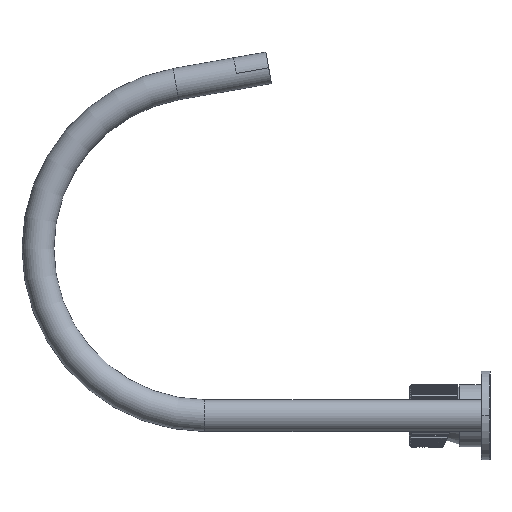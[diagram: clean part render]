
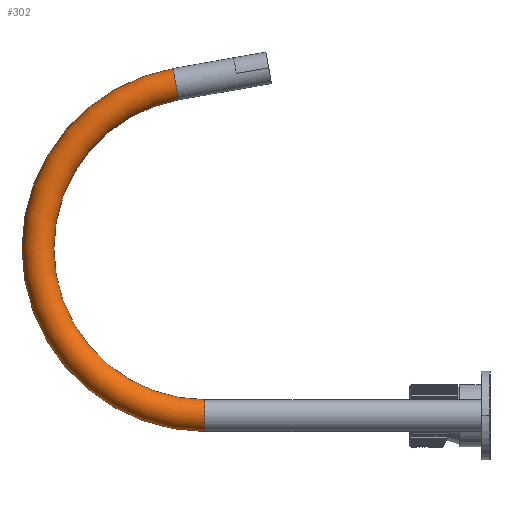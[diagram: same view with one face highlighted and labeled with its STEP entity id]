
A CAD part, left-side view. The second image highlights one B-rep face of the part: STEP entity #302.
In plain terms, the highlighted toroidal (fillet/blend) face has major radius 94.315 mm and minor radius 9 mm.
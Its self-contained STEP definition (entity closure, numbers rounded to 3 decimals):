
#60=CARTESIAN_POINT('',(-50.,217.378,187.198));
#61=DIRECTION('',(0.,-0.985,0.174));
#62=DIRECTION('',(0.,0.174,0.985));
#63=AXIS2_PLACEMENT_3D('',#60,#61,#62);
#69=CARTESIAN_POINT('',(-50.,201.,0.));
#70=DIRECTION('',(0.,1.,0.));
#71=DIRECTION('',(0.,0.,-1.));
#72=AXIS2_PLACEMENT_3D('',#69,#70,#71);
#74=CARTESIAN_POINT('',(-50.,201.,94.315));
#75=DIRECTION('',(1.,0.,0.));
#76=DIRECTION('',(0.,0.,-1.));
#77=AXIS2_PLACEMENT_3D('',#74,#75,#76);
#170=CARTESIAN_POINT('',(-50.,201.,94.315));
#171=DIRECTION('',(1.,0.,0.));
#172=DIRECTION('',(0.,0.,-1.));
#173=AXIS2_PLACEMENT_3D('',#170,#171,#172);
#191=CARTESIAN_POINT('',(-50.,201.,9.));
#192=CARTESIAN_POINT('',(-50.,201.,-9.));
#193=VERTEX_POINT('',#191);
#194=VERTEX_POINT('',#192);
#195=CARTESIAN_POINT('',(-50.,215.815,178.334));
#196=CARTESIAN_POINT('',(-50.,218.941,196.061));
#197=VERTEX_POINT('',#195);
#198=VERTEX_POINT('',#196);
#288=CARTESIAN_POINT('',(-50.,201.,94.315));
#289=DIRECTION('',(1.,0.,0.));
#290=DIRECTION('',(0.,0.,1.));
#291=AXIS2_PLACEMENT_3D('',#288,#289,#290);
#292=TOROIDAL_SURFACE('',#291,94.315,9.);
#294=ORIENTED_EDGE('',*,*,#293,.F.);
#296=ORIENTED_EDGE('',*,*,#295,.T.);
#297=ORIENTED_EDGE('',*,*,#275,.T.);
#299=ORIENTED_EDGE('',*,*,#298,.F.);
#300=EDGE_LOOP('',(#294,#296,#297,#299));
#301=FACE_OUTER_BOUND('',#300,.F.);
#302=ADVANCED_FACE('',(#301),#292,.T.);
#64=CIRCLE('',#63,9.);
#73=CIRCLE('',#72,9.);
#78=CIRCLE('',#77,103.315);
#174=CIRCLE('',#173,85.315);
#275=EDGE_CURVE('',#198,#197,#64,.T.);
#293=EDGE_CURVE('',#194,#193,#73,.T.);
#295=EDGE_CURVE('',#194,#198,#78,.T.);
#298=EDGE_CURVE('',#193,#197,#174,.T.);
